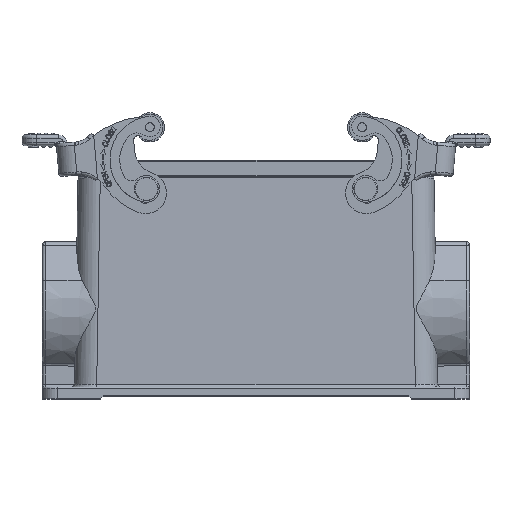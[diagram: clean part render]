
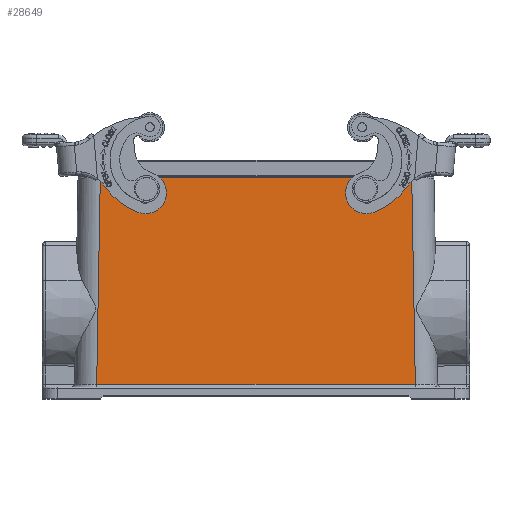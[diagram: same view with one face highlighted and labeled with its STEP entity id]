
A CAD part, top view. The second image highlights one B-rep face of the part: STEP entity #28649.
In plain terms, the highlighted planar face has unit normal (0, 0.018, 1).
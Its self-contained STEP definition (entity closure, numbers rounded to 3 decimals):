
#2356=CARTESIAN_POINT('',(19.277,4.983,-5.278));
#2362=DIRECTION('',(0.017,-1.,0.017));
#2363=VECTOR('',#2362,69.547);
#2364=CARTESIAN_POINT('',(125.51,74.509,-6.491));
#2365=LINE('',#2364,#2363);
#2366=DIRECTION('',(0.017,1.,-0.017));
#2367=VECTOR('',#2366,69.547);
#2368=CARTESIAN_POINT('',(19.277,4.983,-5.278));
#2369=LINE('',#2368,#2367);
#5460=DIRECTION('',(-1.,0.,0.));
#5461=VECTOR('',#5460,105.019);
#5462=CARTESIAN_POINT('',(125.51,74.509,-6.491));
#5463=LINE('',#5462,#5461);
#5565=CARTESIAN_POINT('',(20.49,74.509,-6.491));
#6417=DIRECTION('',(1.,0.,0.));
#6418=VECTOR('',#6417,107.447);
#6419=CARTESIAN_POINT('',(19.277,4.983,-5.278));
#6420=LINE('',#6419,#6418);
#6472=CARTESIAN_POINT('',(38.311,71.002,-6.43));
#6473=CARTESIAN_POINT('',(38.337,70.75,-6.426));
#6474=CARTESIAN_POINT('',(38.31,70.265,-6.417));
#6475=CARTESIAN_POINT('',(38.039,69.564,-6.405));
#6476=CARTESIAN_POINT('',(37.566,68.989,-6.395));
#6477=CARTESIAN_POINT('',(36.93,68.588,-6.388));
#6478=CARTESIAN_POINT('',(36.459,68.467,-6.386));
#6479=CARTESIAN_POINT('',(36.206,68.445,-6.386));
#6481=CARTESIAN_POINT('',(36.206,68.445,-6.386));
#6482=CARTESIAN_POINT('',(35.953,68.422,-6.385));
#6483=CARTESIAN_POINT('',(35.467,68.458,-6.386));
#6484=CARTESIAN_POINT('',(34.769,68.741,-6.391));
#6485=CARTESIAN_POINT('',(34.201,69.226,-6.399));
#6486=CARTESIAN_POINT('',(33.812,69.87,-6.41));
#6487=CARTESIAN_POINT('',(33.7,70.344,-6.419));
#6488=CARTESIAN_POINT('',(33.682,70.597,-6.423));
#6490=CARTESIAN_POINT('',(33.682,70.597,-6.423));
#6491=CARTESIAN_POINT('',(33.665,70.845,-6.428));
#6492=CARTESIAN_POINT('',(33.707,71.321,-6.436));
#6493=CARTESIAN_POINT('',(33.99,72.,-6.448));
#6494=CARTESIAN_POINT('',(34.465,72.554,-6.457));
#6495=CARTESIAN_POINT('',(35.092,72.938,-6.464));
#6496=CARTESIAN_POINT('',(35.554,73.054,-6.466));
#6497=CARTESIAN_POINT('',(35.801,73.075,-6.466));
#6499=CARTESIAN_POINT('',(35.801,73.075,-6.466));
#6500=CARTESIAN_POINT('',(36.048,73.096,-6.467));
#6501=CARTESIAN_POINT('',(36.522,73.062,-6.466));
#6502=CARTESIAN_POINT('',(37.204,72.791,-6.461));
#6503=CARTESIAN_POINT('',(37.766,72.328,-6.453));
#6504=CARTESIAN_POINT('',(38.161,71.709,-6.443));
#6505=CARTESIAN_POINT('',(38.285,71.249,-6.435));
#6506=CARTESIAN_POINT('',(38.311,71.002,-6.43));
#7210=CARTESIAN_POINT('',(112.318,70.597,-6.423));
#7211=CARTESIAN_POINT('',(112.3,70.344,-6.419));
#7212=CARTESIAN_POINT('',(112.188,69.87,-6.41));
#7213=CARTESIAN_POINT('',(111.799,69.226,-6.399));
#7214=CARTESIAN_POINT('',(111.231,68.742,-6.391));
#7215=CARTESIAN_POINT('',(110.533,68.458,-6.386));
#7216=CARTESIAN_POINT('',(110.047,68.422,-6.385));
#7217=CARTESIAN_POINT('',(109.794,68.445,-6.386));
#7219=CARTESIAN_POINT('',(109.794,68.445,-6.386));
#7220=CARTESIAN_POINT('',(109.541,68.467,-6.386));
#7221=CARTESIAN_POINT('',(109.07,68.588,-6.388));
#7222=CARTESIAN_POINT('',(108.434,68.989,-6.395));
#7223=CARTESIAN_POINT('',(107.961,69.565,-6.405));
#7224=CARTESIAN_POINT('',(107.69,70.265,-6.417));
#7225=CARTESIAN_POINT('',(107.663,70.75,-6.426));
#7226=CARTESIAN_POINT('',(107.689,71.002,-6.43));
#7228=CARTESIAN_POINT('',(107.689,71.002,-6.43));
#7229=CARTESIAN_POINT('',(107.715,71.249,-6.435));
#7230=CARTESIAN_POINT('',(107.839,71.709,-6.443));
#7231=CARTESIAN_POINT('',(108.234,72.328,-6.453));
#7232=CARTESIAN_POINT('',(108.796,72.791,-6.461));
#7233=CARTESIAN_POINT('',(109.478,73.062,-6.466));
#7234=CARTESIAN_POINT('',(109.952,73.096,-6.467));
#7235=CARTESIAN_POINT('',(110.199,73.075,-6.466));
#7237=CARTESIAN_POINT('',(110.199,73.075,-6.466));
#7238=CARTESIAN_POINT('',(110.446,73.054,-6.466));
#7239=CARTESIAN_POINT('',(110.908,72.938,-6.464));
#7240=CARTESIAN_POINT('',(111.535,72.554,-6.457));
#7241=CARTESIAN_POINT('',(112.01,72.,-6.448));
#7242=CARTESIAN_POINT('',(112.293,71.321,-6.436));
#7243=CARTESIAN_POINT('',(112.335,70.845,-6.428));
#7244=CARTESIAN_POINT('',(112.318,70.597,-6.423));
#20984=VERTEX_POINT('',#2356);
#20989=VERTEX_POINT('',#5565);
#20990=CARTESIAN_POINT('',(125.51,74.509,
-6.491));
#20991=CARTESIAN_POINT('',(126.723,4.983,
-5.278));
#20992=VERTEX_POINT('',#20990);
#20993=VERTEX_POINT('',#20991);
#21807=VERTEX_POINT('',#6481);
#21808=VERTEX_POINT('',#6488);
#21809=VERTEX_POINT('',#6472);
#21816=VERTEX_POINT('',#6497);
#21977=VERTEX_POINT('',#7219);
#21978=VERTEX_POINT('',#7226);
#21979=VERTEX_POINT('',#7210);
#21986=VERTEX_POINT('',#7235);
#28615=CARTESIAN_POINT('',(73.,39.746,
-5.885));
#28616=DIRECTION('',(0.,0.017,1.));
#28617=DIRECTION('',(0.,-1.,0.017));
#28618=AXIS2_PLACEMENT_3D('',#28615,#28616,#28617);
#28619=PLANE('',#28618);
#28621=ORIENTED_EDGE('',*,*,#28620,.T.);
#28623=ORIENTED_EDGE('',*,*,#28622,.F.);
#28624=ORIENTED_EDGE('',*,*,#28597,.T.);
#28626=ORIENTED_EDGE('',*,*,#28625,.F.);
#28627=EDGE_LOOP('',(#28621,#28623,#28624,#28626));
#28628=FACE_OUTER_BOUND('',#28627,.F.);
#28630=ORIENTED_EDGE('',*,*,#28629,.F.);
#28632=ORIENTED_EDGE('',*,*,#28631,.F.);
#28634=ORIENTED_EDGE('',*,*,#28633,.F.);
#28636=ORIENTED_EDGE('',*,*,#28635,.F.);
#28637=EDGE_LOOP('',(#28630,#28632,#28634,#28636));
#28638=FACE_BOUND('',#28637,.F.);
#28640=ORIENTED_EDGE('',*,*,#28639,.F.);
#28642=ORIENTED_EDGE('',*,*,#28641,.F.);
#28644=ORIENTED_EDGE('',*,*,#28643,.F.);
#28646=ORIENTED_EDGE('',*,*,#28645,.F.);
#28647=EDGE_LOOP('',(#28640,#28642,#28644,#28646));
#28648=FACE_BOUND('',#28647,.F.);
#6480=B_SPLINE_CURVE_WITH_KNOTS('',3,(#6472,#6473,#6474,#6475,#6476,#6477,#6478,
#6479),.UNSPECIFIED.,.F.,.F.,(4,1,1,1,1,4),(0.,0.2,0.4,0.6,0.8,1.),
.UNSPECIFIED.);
#6489=B_SPLINE_CURVE_WITH_KNOTS('',3,(#6481,#6482,#6483,#6484,#6485,#6486,#6487,
#6488),.UNSPECIFIED.,.F.,.F.,(4,1,1,1,1,4),(0.,0.2,0.4,0.6,0.8,1.),
.UNSPECIFIED.);
#6498=B_SPLINE_CURVE_WITH_KNOTS('',3,(#6490,#6491,#6492,#6493,#6494,#6495,#6496,
#6497),.UNSPECIFIED.,.F.,.F.,(4,1,1,1,1,4),(0.,0.2,0.4,0.6,0.8,1.),
.UNSPECIFIED.);
#6507=B_SPLINE_CURVE_WITH_KNOTS('',3,(#6499,#6500,#6501,#6502,#6503,#6504,#6505,
#6506),.UNSPECIFIED.,.F.,.F.,(4,1,1,1,1,4),(0.,0.2,0.4,0.6,0.8,1.),
.UNSPECIFIED.);
#7218=B_SPLINE_CURVE_WITH_KNOTS('',3,(#7210,#7211,#7212,#7213,#7214,#7215,#7216,
#7217),.UNSPECIFIED.,.F.,.F.,(4,1,1,1,1,4),(0.,0.2,0.4,0.6,0.8,1.),
.UNSPECIFIED.);
#7227=B_SPLINE_CURVE_WITH_KNOTS('',3,(#7219,#7220,#7221,#7222,#7223,#7224,#7225,
#7226),.UNSPECIFIED.,.F.,.F.,(4,1,1,1,1,4),(0.,0.2,0.4,0.6,0.8,1.),
.UNSPECIFIED.);
#7236=B_SPLINE_CURVE_WITH_KNOTS('',3,(#7228,#7229,#7230,#7231,#7232,#7233,#7234,
#7235),.UNSPECIFIED.,.F.,.F.,(4,1,1,1,1,4),(0.,0.2,0.4,0.6,0.8,1.),
.UNSPECIFIED.);
#7245=B_SPLINE_CURVE_WITH_KNOTS('',3,(#7237,#7238,#7239,#7240,#7241,#7242,#7243,
#7244),.UNSPECIFIED.,.F.,.F.,(4,1,1,1,1,4),(0.,0.2,0.4,0.6,0.8,1.),
.UNSPECIFIED.);
#28597=EDGE_CURVE('',#20984,#20989,#2369,.T.);
#28620=EDGE_CURVE('',#20992,#20993,#2365,.T.);
#28622=EDGE_CURVE('',#20984,#20993,#6420,.T.);
#28625=EDGE_CURVE('',#20992,#20989,#5463,.T.);
#28629=EDGE_CURVE('',#21807,#21808,#6489,.T.);
#28631=EDGE_CURVE('',#21809,#21807,#6480,.T.);
#28633=EDGE_CURVE('',#21816,#21809,#6507,.T.);
#28635=EDGE_CURVE('',#21808,#21816,#6498,.T.);
#28639=EDGE_CURVE('',#21977,#21978,#7227,.T.);
#28641=EDGE_CURVE('',#21979,#21977,#7218,.T.);
#28643=EDGE_CURVE('',#21986,#21979,#7245,.T.);
#28645=EDGE_CURVE('',#21978,#21986,#7236,.T.);
#28649=ADVANCED_FACE('',(#28628,#28638,#28648),#28619,.T.);
